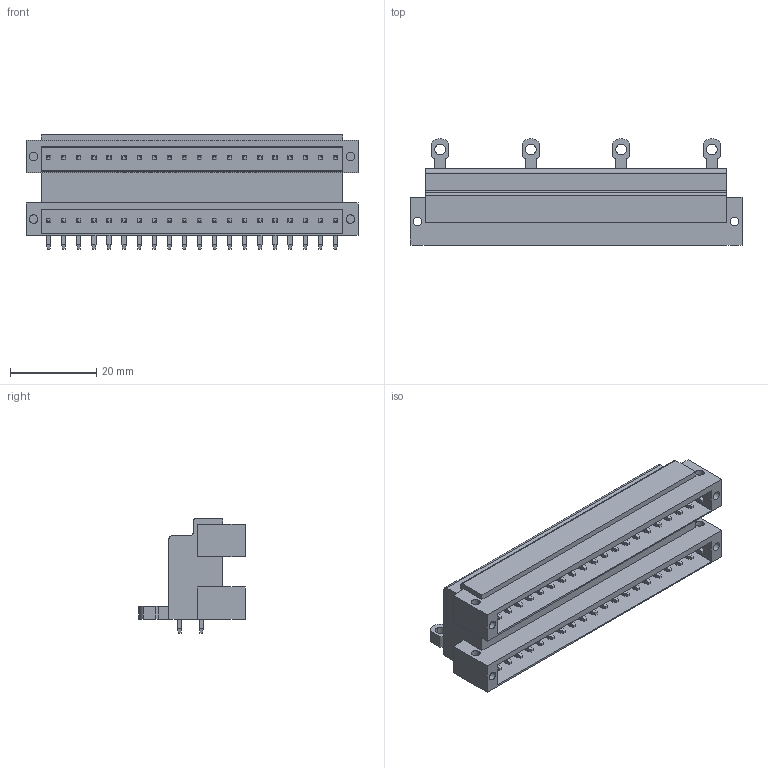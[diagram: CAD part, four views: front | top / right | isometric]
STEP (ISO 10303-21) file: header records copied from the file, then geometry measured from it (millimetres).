
FILE_DESCRIPTION(('CATIA V5 STEP Exchange','CAx-IF Rec.Pracs.--- Model Styling and Organization---1.2---2011-12-15'),'2;1');
FILE_NAME ('D1453981_0_1633990000_1633990000.stp','2018-11-10T05:00:53+00:00',('none'),('Weidmueller'),'CATIA Version 5-6 Release 2014','CATIA V5 STEP AP214','none');
FILE_SCHEMA(('AUTOMOTIVE_DESIGN { 1 0 10303 214 1 1 1 1 }'));
Length unit declared in the file: millimetre
Products named in the file (1): 1633990000
Bounding box: 77 x 24.7 x 26.5 mm (x, y, z)
Volume: 19755.2 mm3; surface area: 17148.3 mm2
Topology: 41 solids, 41 shells, 979 faces, 2353 edges, 1462 vertices
Faces by surface type: plane 936, cylinder 43
Entity records: 24293 total; most frequent: ORIENTED_EDGE 4706, CARTESIAN_POINT 4472, DIRECTION 2705, EDGE_CURVE 2353, VECTOR 1947, LINE 1947, VERTEX_POINT 1462, EDGE_LOOP 1081
